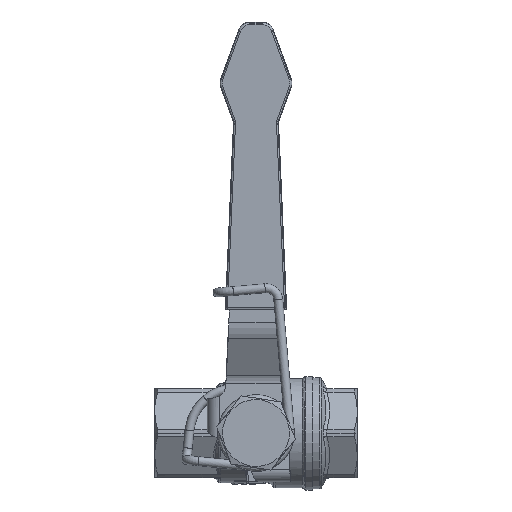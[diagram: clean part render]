
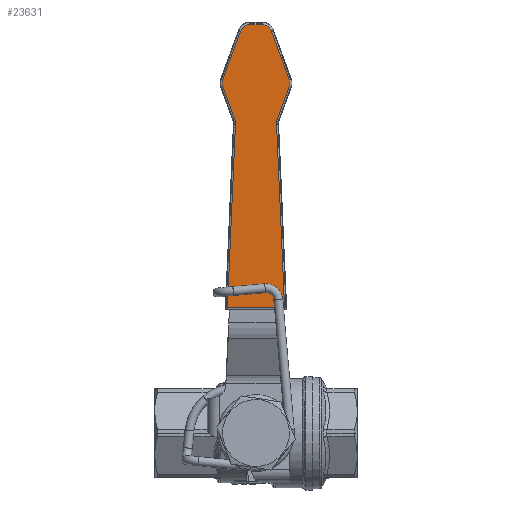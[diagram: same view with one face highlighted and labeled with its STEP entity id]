
A CAD part, top view. The second image highlights one B-rep face of the part: STEP entity #23631.
In plain terms, the highlighted planar face has unit normal (0, -0.035, 0.999).
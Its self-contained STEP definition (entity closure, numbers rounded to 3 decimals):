
#4865=CARTESIAN_POINT('',(7.051,30.879,35.212));
#4866=VERTEX_POINT('',#4865);
#4874=CARTESIAN_POINT('',(-7.051,30.879,35.212));
#4875=VERTEX_POINT('',#4874);
#4876=CARTESIAN_POINT('',(7.051,30.879,35.212));
#4877=DIRECTION('',(-1.,-0.,-0.));
#4878=VECTOR('',#4877,14.102);
#4879=LINE('',#4876,#4878);
#4880=EDGE_CURVE('',#4866,#4875,#4879,.T.);
#23470=CARTESIAN_POINT('',(-0.628,37.7,35.45));
#23471=DIRECTION('',(0.,-0.035,0.999));
#23472=DIRECTION('',(1.,0.,0.));
#23473=AXIS2_PLACEMENT_3D('',#23470,#23471,#23472);
#23474=PLANE('',#23473);
#23475=CARTESIAN_POINT('',(-5.059,76.476,36.804));
#23476=VERTEX_POINT('',#23475);
#23477=CARTESIAN_POINT('',(-7.051,30.879,35.212));
#23478=CARTESIAN_POINT('',(-5.059,76.476,36.804));
#23479=B_SPLINE_CURVE_WITH_KNOTS('',1,(#23477,#23478),.UNSPECIFIED.,.F.,.F.,(2,2),(0.,45.668),.UNSPECIFIED.);
#23480=EDGE_CURVE('',#4875,#23476,#23479,.T.);
#23481=ORIENTED_EDGE('',*,*,#23480,.F.);
#23482=ORIENTED_EDGE('',*,*,#4880,.F.);
#23483=CARTESIAN_POINT('',(5.059,76.476,36.804));
#23484=VERTEX_POINT('',#23483);
#23485=CARTESIAN_POINT('',(5.059,76.476,36.804));
#23486=CARTESIAN_POINT('',(7.051,30.879,35.212));
#23487=B_SPLINE_CURVE_WITH_KNOTS('',1,(#23485,#23486),.UNSPECIFIED.,.F.,.F.,(2,2),(0.,45.668),.UNSPECIFIED.);
#23488=EDGE_CURVE('',#23484,#4866,#23487,.T.);
#23489=ORIENTED_EDGE('',*,*,#23488,.F.);
#23490=CARTESIAN_POINT('',(5.148,77.054,36.825));
#23491=VERTEX_POINT('',#23490);
#23492=CARTESIAN_POINT('',(6.558,76.541,36.807));
#23493=DIRECTION('',(0.,-0.035,0.999));
#23494=DIRECTION('',(0.,0.999,0.035));
#23495=AXIS2_PLACEMENT_3D('',#23492,#23493,#23494);
#23496=CIRCLE('',#23495,1.5);
#23497=EDGE_CURVE('',#23491,#23484,#23496,.T.);
#23498=ORIENTED_EDGE('',*,*,#23497,.F.);
#23499=CARTESIAN_POINT('',(8.221,85.491,37.119));
#23500=VERTEX_POINT('',#23499);
#23501=CARTESIAN_POINT('',(8.221,85.491,37.119));
#23502=CARTESIAN_POINT('',(5.148,77.054,36.825));
#23503=B_SPLINE_CURVE_WITH_KNOTS('',1,(#23501,#23502),.UNSPECIFIED.,.F.,.F.,(2,2),(0.,8.984),.UNSPECIFIED.);
#23504=EDGE_CURVE('',#23500,#23491,#23503,.T.);
#23505=ORIENTED_EDGE('',*,*,#23504,.F.);
#23506=CARTESIAN_POINT('',(8.221,87.2,37.179));
#23507=VERTEX_POINT('',#23506);
#23508=CARTESIAN_POINT('',(5.872,86.345,37.149));
#23509=DIRECTION('',(-0.,0.035,-0.999));
#23510=DIRECTION('',(-0.,-0.999,-0.035));
#23511=AXIS2_PLACEMENT_3D('',#23508,#23509,#23510);
#23512=CIRCLE('',#23511,2.5);
#23513=EDGE_CURVE('',#23507,#23500,#23512,.T.);
#23514=ORIENTED_EDGE('',*,*,#23513,.F.);
#23515=CARTESIAN_POINT('',(3.853,99.192,37.598));
#23516=VERTEX_POINT('',#23515);
#23517=CARTESIAN_POINT('',(3.853,99.192,37.598));
#23518=CARTESIAN_POINT('',(8.221,87.2,37.179));
#23519=B_SPLINE_CURVE_WITH_KNOTS('',1,(#23517,#23518),.UNSPECIFIED.,.F.,.F.,(2,2),(0.,12.77),.UNSPECIFIED.);
#23520=EDGE_CURVE('',#23516,#23507,#23519,.T.);
#23521=ORIENTED_EDGE('',*,*,#23520,.F.);
#23522=CARTESIAN_POINT('',(1.504,100.836,37.655));
#23523=VERTEX_POINT('',#23522);
#23524=CARTESIAN_POINT('',(1.504,100.836,37.655));
#23525=CARTESIAN_POINT('',(1.631,100.836,37.655));
#23526=CARTESIAN_POINT('',(1.759,100.827,37.655));
#23527=CARTESIAN_POINT('',(1.884,100.807,37.654));
#23528=CARTESIAN_POINT('',(2.01,100.788,37.653));
#23529=CARTESIAN_POINT('',(2.134,100.759,37.652));
#23530=CARTESIAN_POINT('',(2.256,100.721,37.651));
#23531=CARTESIAN_POINT('',(2.377,100.682,37.65));
#23532=CARTESIAN_POINT('',(2.496,100.635,37.648));
#23533=CARTESIAN_POINT('',(2.61,100.579,37.646));
#23534=CARTESIAN_POINT('',(2.724,100.522,37.644));
#23535=CARTESIAN_POINT('',(2.834,100.457,37.642));
#23536=CARTESIAN_POINT('',(2.938,100.385,37.639));
#23537=CARTESIAN_POINT('',(3.042,100.312,37.637));
#23538=CARTESIAN_POINT('',(3.141,100.231,37.634));
#23539=CARTESIAN_POINT('',(3.233,100.143,37.631));
#23540=CARTESIAN_POINT('',(3.325,100.055,37.628));
#23541=CARTESIAN_POINT('',(3.41,99.96,37.625));
#23542=CARTESIAN_POINT('',(3.487,99.859,37.621));
#23543=CARTESIAN_POINT('',(3.565,99.758,37.617));
#23544=CARTESIAN_POINT('',(3.635,99.651,37.614));
#23545=CARTESIAN_POINT('',(3.696,99.54,37.61));
#23546=CARTESIAN_POINT('',(3.757,99.428,37.606));
#23547=CARTESIAN_POINT('',(3.81,99.312,37.602));
#23548=CARTESIAN_POINT('',(3.853,99.192,37.598));
#23549=B_SPLINE_CURVE_WITH_KNOTS('',3,(#23524,#23525,#23526,#23527,#23528,#23529,#23530,#23531,#23532,#23533,#23534,#23535,#23536,#23537,#23538,#23539,#23540,#23541,#23542,#23543,#23544,#23545,#23546,#23547,#23548),.UNSPECIFIED.,.F.,.F.,(4,3,3,3,3,3,3,3,4),(325.,333.75,342.5,351.25,360.,368.75,377.5,386.25,395.),.UNSPECIFIED.);
#23550=EDGE_CURVE('',#23523,#23516,#23549,.T.);
#23551=ORIENTED_EDGE('',*,*,#23550,.F.);
#23552=CARTESIAN_POINT('',(-1.504,100.836,37.655));
#23553=VERTEX_POINT('',#23552);
#23554=CARTESIAN_POINT('',(-1.504,100.836,37.655));
#23555=DIRECTION('',(1.,0.,0.));
#23556=VECTOR('',#23555,3.008);
#23557=LINE('',#23554,#23556);
#23558=EDGE_CURVE('',#23553,#23523,#23557,.T.);
#23559=ORIENTED_EDGE('',*,*,#23558,.F.);
#23560=CARTESIAN_POINT('',(-3.853,99.192,37.598));
#23561=VERTEX_POINT('',#23560);
#23562=CARTESIAN_POINT('',(-3.853,99.192,37.598));
#23563=CARTESIAN_POINT('',(-3.81,99.312,37.602));
#23564=CARTESIAN_POINT('',(-3.757,99.428,37.606));
#23565=CARTESIAN_POINT('',(-3.696,99.54,37.61));
#23566=CARTESIAN_POINT('',(-3.635,99.651,37.614));
#23567=CARTESIAN_POINT('',(-3.565,99.758,37.617));
#23568=CARTESIAN_POINT('',(-3.487,99.859,37.621));
#23569=CARTESIAN_POINT('',(-3.41,99.96,37.625));
#23570=CARTESIAN_POINT('',(-3.325,100.055,37.628));
#23571=CARTESIAN_POINT('',(-3.233,100.143,37.631));
#23572=CARTESIAN_POINT('',(-3.141,100.231,37.634));
#23573=CARTESIAN_POINT('',(-3.042,100.312,37.637));
#23574=CARTESIAN_POINT('',(-2.938,100.385,37.639));
#23575=CARTESIAN_POINT('',(-2.834,100.457,37.642));
#23576=CARTESIAN_POINT('',(-2.724,100.522,37.644));
#23577=CARTESIAN_POINT('',(-2.61,100.579,37.646));
#23578=CARTESIAN_POINT('',(-2.496,100.635,37.648));
#23579=CARTESIAN_POINT('',(-2.377,100.682,37.65));
#23580=CARTESIAN_POINT('',(-2.256,100.721,37.651));
#23581=CARTESIAN_POINT('',(-2.134,100.759,37.652));
#23582=CARTESIAN_POINT('',(-2.01,100.788,37.653));
#23583=CARTESIAN_POINT('',(-1.884,100.807,37.654));
#23584=CARTESIAN_POINT('',(-1.759,100.827,37.655));
#23585=CARTESIAN_POINT('',(-1.631,100.836,37.655));
#23586=CARTESIAN_POINT('',(-1.504,100.836,37.655));
#23587=B_SPLINE_CURVE_WITH_KNOTS('',3,(#23562,#23563,#23564,#23565,#23566,#23567,#23568,#23569,#23570,#23571,#23572,#23573,#23574,#23575,#23576,#23577,#23578,#23579,#23580,#23581,#23582,#23583,#23584,#23585,#23586),.UNSPECIFIED.,.F.,.F.,(4,3,3,3,3,3,3,3,4),(325.,333.75,342.5,351.25,360.,368.75,377.5,386.25,395.),.UNSPECIFIED.);
#23588=EDGE_CURVE('',#23561,#23553,#23587,.T.);
#23589=ORIENTED_EDGE('',*,*,#23588,.F.);
#23590=CARTESIAN_POINT('',(-8.221,87.2,37.179));
#23591=VERTEX_POINT('',#23590);
#23592=CARTESIAN_POINT('',(-8.221,87.2,37.179));
#23593=CARTESIAN_POINT('',(-3.853,99.192,37.598));
#23594=B_SPLINE_CURVE_WITH_KNOTS('',1,(#23592,#23593),.UNSPECIFIED.,.F.,.F.,(2,2),(0.,12.77),.UNSPECIFIED.);
#23595=EDGE_CURVE('',#23591,#23561,#23594,.T.);
#23596=ORIENTED_EDGE('',*,*,#23595,.F.);
#23597=CARTESIAN_POINT('',(-8.221,85.491,37.119));
#23598=VERTEX_POINT('',#23597);
#23599=CARTESIAN_POINT('',(-8.221,85.491,37.119));
#23600=CARTESIAN_POINT('',(-8.271,85.627,37.124));
#23601=CARTESIAN_POINT('',(-8.308,85.768,37.129));
#23602=CARTESIAN_POINT('',(-8.334,85.911,37.134));
#23603=CARTESIAN_POINT('',(-8.359,86.054,37.139));
#23604=CARTESIAN_POINT('',(-8.372,86.2,37.144));
#23605=CARTESIAN_POINT('',(-8.372,86.345,37.149));
#23606=CARTESIAN_POINT('',(-8.372,86.491,37.154));
#23607=CARTESIAN_POINT('',(-8.359,86.636,37.159));
#23608=CARTESIAN_POINT('',(-8.334,86.779,37.164));
#23609=CARTESIAN_POINT('',(-8.308,86.922,37.169));
#23610=CARTESIAN_POINT('',(-8.271,87.063,37.174));
#23611=CARTESIAN_POINT('',(-8.221,87.2,37.179));
#23612=B_SPLINE_CURVE_WITH_KNOTS('',3,(#23599,#23600,#23601,#23602,#23603,#23604,#23605,#23606,#23607,#23608,#23609,#23610,#23611),.UNSPECIFIED.,.F.,.F.,(4,3,3,3,4),(340.,350.,360.,370.,380.),.UNSPECIFIED.);
#23613=EDGE_CURVE('',#23598,#23591,#23612,.T.);
#23614=ORIENTED_EDGE('',*,*,#23613,.F.);
#23615=CARTESIAN_POINT('',(-5.148,77.054,36.825));
#23616=VERTEX_POINT('',#23615);
#23617=CARTESIAN_POINT('',(-5.148,77.054,36.825));
#23618=CARTESIAN_POINT('',(-8.221,85.491,37.119));
#23619=B_SPLINE_CURVE_WITH_KNOTS('',1,(#23617,#23618),.UNSPECIFIED.,.F.,.F.,(2,2),(0.,8.984),.UNSPECIFIED.);
#23620=EDGE_CURVE('',#23616,#23598,#23619,.T.);
#23621=ORIENTED_EDGE('',*,*,#23620,.F.);
#23622=CARTESIAN_POINT('',(-6.558,76.541,36.807));
#23623=DIRECTION('',(0.,-0.035,0.999));
#23624=DIRECTION('',(0.,0.999,0.035));
#23625=AXIS2_PLACEMENT_3D('',#23622,#23623,#23624);
#23626=CIRCLE('',#23625,1.5);
#23627=EDGE_CURVE('',#23476,#23616,#23626,.T.);
#23628=ORIENTED_EDGE('',*,*,#23627,.F.);
#23629=EDGE_LOOP('',(#23481,#23482,#23489,#23498,#23505,#23514,#23521,#23551,#23559,#23589,#23596,#23614,#23621,#23628));
#23630=FACE_BOUND('',#23629,.T.);
#23631=ADVANCED_FACE('',(#23630),#23474,.T.);
